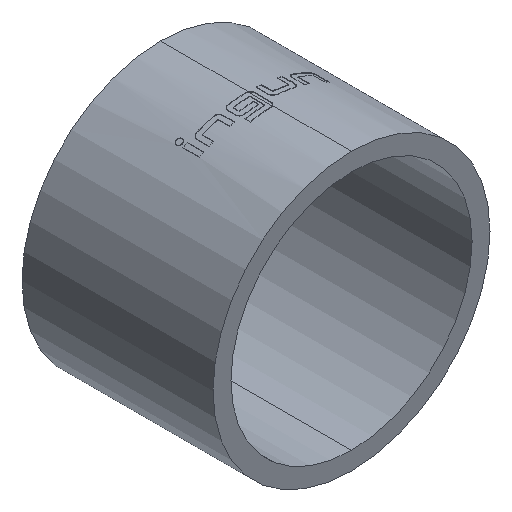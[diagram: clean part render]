
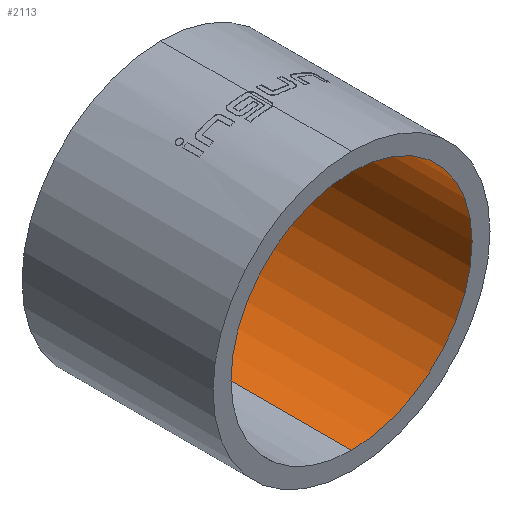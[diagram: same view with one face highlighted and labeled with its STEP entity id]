
A CAD part, isometric view. The second image highlights one B-rep face of the part: STEP entity #2113.
In plain terms, the highlighted cylindrical face has radius 2.525 mm (diameter 5.05 mm), a partial arc.
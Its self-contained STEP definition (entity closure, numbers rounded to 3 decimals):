
#85 = VERTEX_POINT ( 'NONE', #1480 ) ;
#90 = CARTESIAN_POINT ( 'NONE',  ( 0., -4., 0. ) ) ;
#143 = LINE ( 'NONE', #1253, #2280 ) ;
#176 = ORIENTED_EDGE ( 'NONE', *, *, #1735, .T. ) ;
#210 = ORIENTED_EDGE ( 'NONE', *, *, #932, .F. ) ;
#222 = ORIENTED_EDGE ( 'NONE', *, *, #1700, .F. ) ;
#250 = DIRECTION ( 'NONE',  ( 0., 1., 0. ) ) ;
#421 = VECTOR ( 'NONE', #1262, 1000. ) ;
#461 = EDGE_CURVE ( 'NONE', #2459, #665, #143, .T. ) ;
#479 = EDGE_LOOP ( 'NONE', ( #210, #222, #2485, #176 ) ) ;
#543 = CIRCLE ( 'NONE', #1861, 2.525 ) ;
#665 = VERTEX_POINT ( 'NONE', #1766 ) ;
#875 = CARTESIAN_POINT ( 'NONE',  ( 0., 0., 0. ) ) ;
#932 = EDGE_CURVE ( 'NONE', #2592, #85, #1774, .T. ) ;
#1105 = CARTESIAN_POINT ( 'NONE',  ( 0., -4., -2.525 ) ) ;
#1253 = CARTESIAN_POINT ( 'NONE',  ( 0., -4., 2.525 ) ) ;
#1262 = DIRECTION ( 'NONE',  ( 0., 1., 0. ) ) ;
#1307 = CARTESIAN_POINT ( 'NONE',  ( 0., -4., 0. ) ) ;
#1469 = DIRECTION ( 'NONE',  ( 0., 1., 0. ) ) ;
#1480 = CARTESIAN_POINT ( 'NONE',  ( 0., 0., -2.525 ) ) ;
#1491 = CARTESIAN_POINT ( 'NONE',  ( 0., -4., -2.525 ) ) ;
#1535 = CIRCLE ( 'NONE', #1893, 2.525 ) ;
#1700 = EDGE_CURVE ( 'Defeature ausgef�hrt1_1+Defeature ausgef�hrt1_3+Defeature ausgef�hrt1_3+Defeature ausgef�hrt1_3', #2459, #2592, #1535, .T. ) ;
#1735 = EDGE_CURVE ( 'Defeature ausgef�hrt1_3+Defeature ausgef�hrt1_2+Defeature ausgef�hrt1_2+Defeature ausgef�hrt1_2', #665, #85, #543, .T. ) ;
#1766 = CARTESIAN_POINT ( 'NONE',  ( 0., 0., 2.525 ) ) ;
#1774 = LINE ( 'NONE', #1491, #421 ) ;
#1861 = AXIS2_PLACEMENT_3D ( 'NONE', #875, #2353, #2364 ) ;
#1871 = CARTESIAN_POINT ( 'NONE',  ( 0., -4., 2.525 ) ) ;
#1893 = AXIS2_PLACEMENT_3D ( 'NONE', #1307, #250, #2371 ) ;
#1998 = DIRECTION ( 'NONE',  ( 0., 0., 1. ) ) ;
#2004 = FACE_OUTER_BOUND ( 'NONE', #479, .T. ) ;
#2100 = CYLINDRICAL_SURFACE ( 'NONE', #2587, 2.525 ) ;
#2113 = ADVANCED_FACE ( 'Defeature ausgef�hrt1_3', ( #2004 ), #2100, .F. ) ;
#2204 = DIRECTION ( 'NONE',  ( 0., 1., 0. ) ) ;
#2280 = VECTOR ( 'NONE', #1469, 1000. ) ;
#2353 = DIRECTION ( 'NONE',  ( 0., 1., 0. ) ) ;
#2364 = DIRECTION ( 'NONE',  ( 0., 0., 1. ) ) ;
#2371 = DIRECTION ( 'NONE',  ( 0., 0., 1. ) ) ;
#2459 = VERTEX_POINT ( 'NONE', #1871 ) ;
#2485 = ORIENTED_EDGE ( 'NONE', *, *, #461, .T. ) ;
#2587 = AXIS2_PLACEMENT_3D ( 'NONE', #90, #2204, #1998 ) ;
#2592 = VERTEX_POINT ( 'NONE', #1105 ) ;
